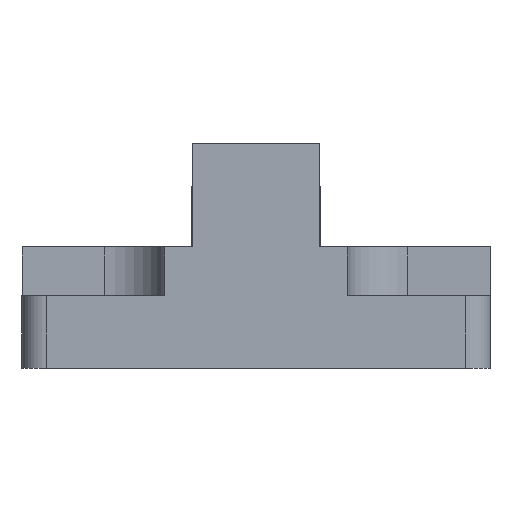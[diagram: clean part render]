
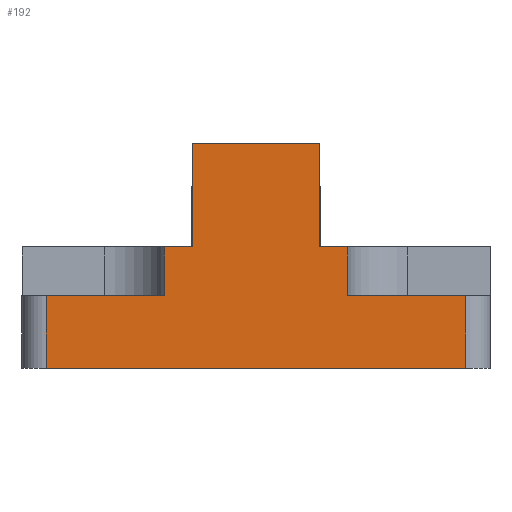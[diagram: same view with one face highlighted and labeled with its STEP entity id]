
A CAD part, left-side view. The second image highlights one B-rep face of the part: STEP entity #192.
In plain terms, the highlighted planar face has unit normal (-1, 0, 0).
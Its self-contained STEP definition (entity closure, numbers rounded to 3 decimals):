
#192 = ADVANCED_FACE( '', ( #309 ), #310, .F. );
#309 = FACE_OUTER_BOUND( '', #512, .T. );
#310 = PLANE( '', #513 );
#512 = EDGE_LOOP( '', ( #847, #848, #849, #850, #851, #852, #853, #854, #855, #856, #857, #858 ) );
#513 = AXIS2_PLACEMENT_3D( '', #859, #860, #861 );
#847 = ORIENTED_EDGE( '', *, *, #1426, .F. );
#848 = ORIENTED_EDGE( '', *, *, #1427, .T. );
#849 = ORIENTED_EDGE( '', *, *, #1395, .T. );
#850 = ORIENTED_EDGE( '', *, *, #1425, .T. );
#851 = ORIENTED_EDGE( '', *, *, #1421, .F. );
#852 = ORIENTED_EDGE( '', *, *, #1428, .T. );
#853 = ORIENTED_EDGE( '', *, *, #1356, .F. );
#854 = ORIENTED_EDGE( '', *, *, #1401, .F. );
#855 = ORIENTED_EDGE( '', *, *, #1429, .F. );
#856 = ORIENTED_EDGE( '', *, *, #1430, .T. );
#857 = ORIENTED_EDGE( '', *, *, #1346, .F. );
#858 = ORIENTED_EDGE( '', *, *, #1431, .F. );
#859 = CARTESIAN_POINT( '', ( -65.5, 38.5, 20. ) );
#860 = DIRECTION( '', ( 1., 0., 0. ) );
#861 = DIRECTION( '', ( 0., 0., -1. ) );
#1346 = EDGE_CURVE( '', #1562, #1564, #1565, .T. );
#1356 = EDGE_CURVE( '', #1582, #1584, #1585, .T. );
#1395 = EDGE_CURVE( '', #1659, #1657, #1660, .T. );
#1401 = EDGE_CURVE( '', #1668, #1582, #1670, .T. );
#1421 = EDGE_CURVE( '', #1699, #1700, #1701, .T. );
#1425 = EDGE_CURVE( '', #1657, #1700, #1706, .F. );
#1426 = EDGE_CURVE( '', #1707, #1708, #1709, .T. );
#1427 = EDGE_CURVE( '', #1707, #1659, #1710, .T. );
#1428 = EDGE_CURVE( '', #1699, #1584, #1711, .T. );
#1429 = EDGE_CURVE( '', #1712, #1668, #1713, .T. );
#1430 = EDGE_CURVE( '', #1712, #1564, #1714, .T. );
#1431 = EDGE_CURVE( '', #1708, #1562, #1715, .T. );
#1562 = VERTEX_POINT( '', #1917 );
#1564 = VERTEX_POINT( '', #1920 );
#1565 = LINE( '', #1921, #1922 );
#1582 = VERTEX_POINT( '', #1947 );
#1584 = VERTEX_POINT( '', #1950 );
#1585 = LINE( '', #1951, #1952 );
#1657 = VERTEX_POINT( '', #2048 );
#1659 = VERTEX_POINT( '', #2050 );
#1660 = LINE( '', #2051, #2052 );
#1668 = VERTEX_POINT( '', #2062 );
#1670 = LINE( '', #2065, #2066 );
#1699 = VERTEX_POINT( '', #2111 );
#1700 = VERTEX_POINT( '', #2112 );
#1701 = LINE( '', #2113, #2114 );
#1706 = LINE( '', #2120, #2121 );
#1707 = VERTEX_POINT( '', #2122 );
#1708 = VERTEX_POINT( '', #2123 );
#1709 = LINE( '', #2124, #2125 );
#1710 = LINE( '', #2126, #2127 );
#1711 = LINE( '', #2128, #2129 );
#1712 = VERTEX_POINT( '', #2130 );
#1713 = LINE( '', #2131, #2132 );
#1714 = LINE( '', #2133, #2134 );
#1715 = LINE( '', #2135, #2136 );
#1917 = CARTESIAN_POINT( '', ( -65.5, 15., 20. ) );
#1920 = CARTESIAN_POINT( '', ( -65.5, 10.5, 20. ) );
#1921 = CARTESIAN_POINT( '', ( -65.5, 38.5, 20. ) );
#1922 = VECTOR( '', #2418, 1000. );
#1947 = CARTESIAN_POINT( '', ( -65.5, -10.5, 20. ) );
#1950 = CARTESIAN_POINT( '', ( -65.5, -15., 20. ) );
#1951 = CARTESIAN_POINT( '', ( -65.5, 38.5, 20. ) );
#1952 = VECTOR( '', #2428, 1000. );
#2048 = CARTESIAN_POINT( '', ( -65.5, -34.5, 0. ) );
#2050 = CARTESIAN_POINT( '', ( -65.5, 34.5, 0. ) );
#2051 = CARTESIAN_POINT( '', ( -65.5, 38.5, 0. ) );
#2052 = VECTOR( '', #2495, 1000. );
#2062 = CARTESIAN_POINT( '', ( -65.5, -10.5, 37. ) );
#2065 = CARTESIAN_POINT( '', ( -65.5, -10.5, 37. ) );
#2066 = VECTOR( '', #2505, 1000. );
#2111 = CARTESIAN_POINT( '', ( -65.5, -15., 12. ) );
#2112 = CARTESIAN_POINT( '', ( -65.5, -34.5, 12. ) );
#2113 = CARTESIAN_POINT( '', ( -65.5, -15., 12. ) );
#2114 = VECTOR( '', #2531, 1000. );
#2120 = CARTESIAN_POINT( '', ( -65.5, -34.5, 20. ) );
#2121 = VECTOR( '', #2539, 1000. );
#2122 = CARTESIAN_POINT( '', ( -65.5, 34.5, 12. ) );
#2123 = CARTESIAN_POINT( '', ( -65.5, 15., 12. ) );
#2124 = CARTESIAN_POINT( '', ( -65.5, 38.5, 12. ) );
#2125 = VECTOR( '', #2540, 1000. );
#2126 = CARTESIAN_POINT( '', ( -65.5, 34.5, 20. ) );
#2127 = VECTOR( '', #2541, 1000. );
#2128 = CARTESIAN_POINT( '', ( -65.5, -15., 12. ) );
#2129 = VECTOR( '', #2542, 1000. );
#2130 = CARTESIAN_POINT( '', ( -65.5, 10.5, 37. ) );
#2131 = CARTESIAN_POINT( '', ( -65.5, 10.5, 37. ) );
#2132 = VECTOR( '', #2543, 1000. );
#2133 = CARTESIAN_POINT( '', ( -65.5, 10.5, 37. ) );
#2134 = VECTOR( '', #2544, 1000. );
#2135 = CARTESIAN_POINT( '', ( -65.5, 15., 12. ) );
#2136 = VECTOR( '', #2545, 1000. );
#2418 = DIRECTION( '', ( 0., -1., 0. ) );
#2428 = DIRECTION( '', ( 0., -1., 0. ) );
#2495 = DIRECTION( '', ( 0., -1., 0. ) );
#2505 = DIRECTION( '', ( 0., 0., -1. ) );
#2531 = DIRECTION( '', ( 0., -1., 0. ) );
#2539 = DIRECTION( '', ( 0., 0., -1. ) );
#2540 = DIRECTION( '', ( 0., -1., 0. ) );
#2541 = DIRECTION( '', ( 0., 0., -1. ) );
#2542 = DIRECTION( '', ( 0., 0., 1. ) );
#2543 = DIRECTION( '', ( 0., -1., 0. ) );
#2544 = DIRECTION( '', ( 0., 0., -1. ) );
#2545 = DIRECTION( '', ( 0., 0., 1. ) );
